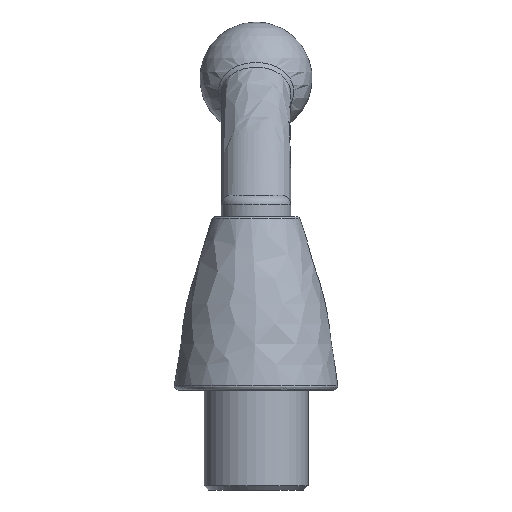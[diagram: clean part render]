
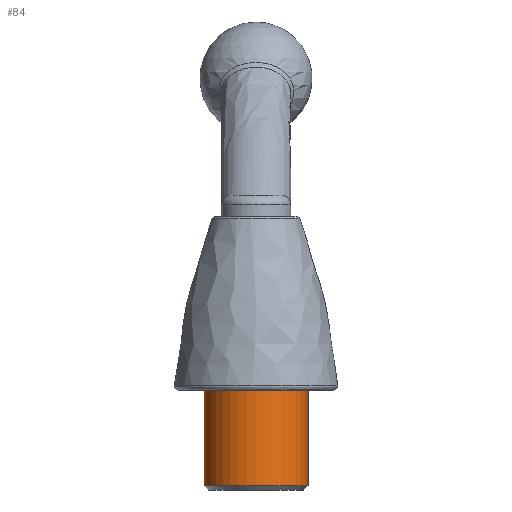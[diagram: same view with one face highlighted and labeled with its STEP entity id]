
A CAD part, left-side view. The second image highlights one B-rep face of the part: STEP entity #84.
In plain terms, the highlighted cylindrical face has radius 6 mm (diameter 12 mm), a full revolution.
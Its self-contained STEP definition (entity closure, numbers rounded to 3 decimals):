
#84 = ADVANCED_FACE( '', ( #182, #183 ), #184, .T. );
#182 = FACE_OUTER_BOUND( '', #4521, .T. );
#183 = FACE_OUTER_BOUND( '', #4522, .T. );
#184 = CYLINDRICAL_SURFACE( '', #4523, 6. );
#4521 = EDGE_LOOP( '', ( #4653 ) );
#4522 = EDGE_LOOP( '', ( #4654 ) );
#4523 = AXIS2_PLACEMENT_3D( '', #4655, #4656, #4657 );
#4653 = ORIENTED_EDGE( '', *, *, #4750, .T. );
#4654 = ORIENTED_EDGE( '', *, *, #4751, .F. );
#4655 = CARTESIAN_POINT( '', ( 0., 0., -11.5 ) );
#4656 = DIRECTION( '', ( 0., 0., -1. ) );
#4657 = DIRECTION( '', ( 0., -1., 0. ) );
#4750 = EDGE_CURVE( '', #4830, #4830, #4831, .T. );
#4751 = EDGE_CURVE( '', #4832, #4832, #4833, .T. );
#4830 = VERTEX_POINT( '', #6928 );
#4831 = CIRCLE( '', #6929, 6. );
#4832 = VERTEX_POINT( '', #6930 );
#4833 = CIRCLE( '', #6931, 6. );
#6928 = CARTESIAN_POINT( '', ( 0., -6., -11. ) );
#6929 = AXIS2_PLACEMENT_3D( '', #6984, #6985, #6986 );
#6930 = CARTESIAN_POINT( '', ( 0., 6., 0. ) );
#6931 = AXIS2_PLACEMENT_3D( '', #6987, #6988, #6989 );
#6984 = CARTESIAN_POINT( '', ( 0., 0., -11. ) );
#6985 = DIRECTION( '', ( 0., 0., 1. ) );
#6986 = DIRECTION( '', ( 0., -1., 0. ) );
#6987 = CARTESIAN_POINT( '', ( 0., 0., 0. ) );
#6988 = DIRECTION( '', ( 0., 0., 1. ) );
#6989 = DIRECTION( '', ( 0., 1., 0. ) );
